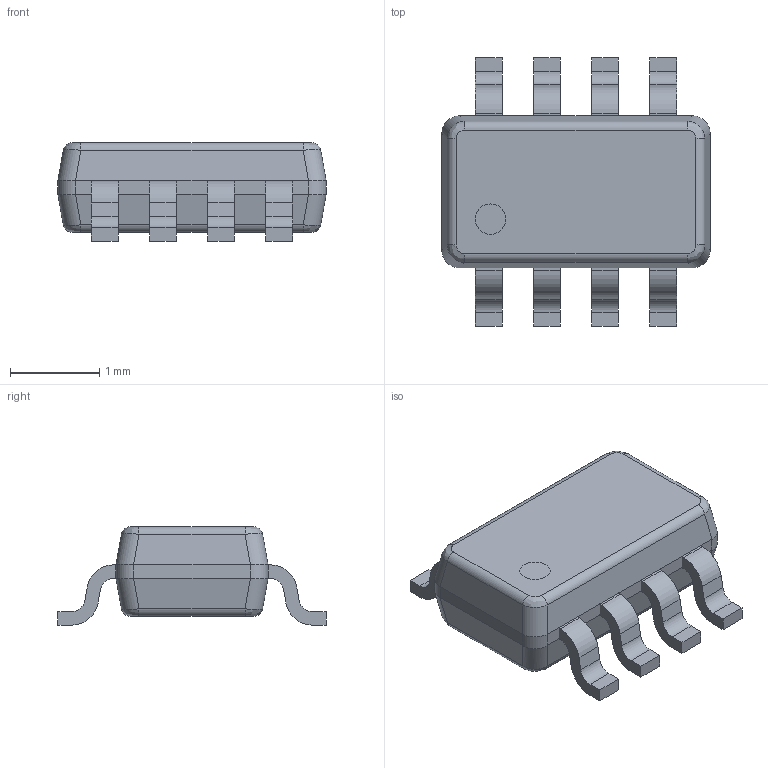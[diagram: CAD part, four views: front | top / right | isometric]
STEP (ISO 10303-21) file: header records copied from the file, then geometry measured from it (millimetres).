
FILE_DESCRIPTION(('STEP AP214'), '1');
FILE_NAME('MO-193BA', '2016-08-19T02:08:28', ('Nobody'), (''), 'ASCON STEP Converter 1.3', 'ASCON Math Kernel', '');
FILE_SCHEMA(('AUTOMOTIVE_DESIGN { 1 0 10303 214 3 1 1}'));
Length unit declared in the file: millimetre
Bounding box: 3 x 3 x 1.1 mm (x, y, z)
Volume: 5.2 mm3; surface area: 26.7 mm2
Topology: 9 solids, 9 shells, 155 faces, 425 edges, 297 vertices
Faces by surface type: plane 95, cylinder 52, bspline 8
Entity records: 6310 total; most frequent: CARTESIAN_POINT 1049, ORIENTED_EDGE 786, DIRECTION 778, EDGE_CURVE 393, LINE 320, VECTOR 320, VERTEX_POINT 257, AXIS2_PLACEMENT_3D 229
